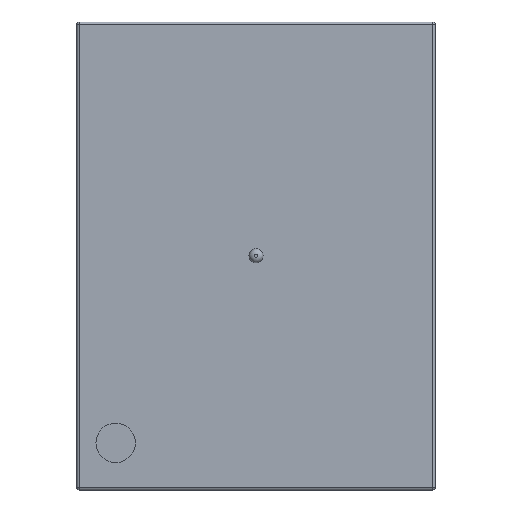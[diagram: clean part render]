
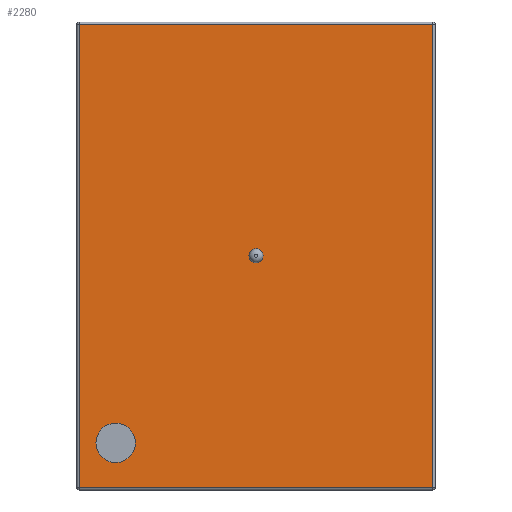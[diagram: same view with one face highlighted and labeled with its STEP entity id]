
A CAD part, top view. The second image highlights one B-rep face of the part: STEP entity #2280.
In plain terms, the highlighted planar face has unit normal (0, 0, 1).
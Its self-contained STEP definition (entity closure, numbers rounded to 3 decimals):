
#38=CIRCLE('',#2394,0.15);
#39=CIRCLE('',#2395,0.422);
#238=ORIENTED_EDGE('',*,*,#622,.F.);
#239=ORIENTED_EDGE('',*,*,#623,.T.);
#240=ORIENTED_EDGE('',*,*,#624,.T.);
#241=ORIENTED_EDGE('',*,*,#625,.T.);
#242=ORIENTED_EDGE('',*,*,#626,.T.);
#243=ORIENTED_EDGE('',*,*,#627,.F.);
#622=EDGE_CURVE('',#810,#810,#38,.T.);
#623=EDGE_CURVE('',#811,#812,#965,.T.);
#624=EDGE_CURVE('',#812,#813,#966,.T.);
#625=EDGE_CURVE('',#813,#814,#967,.T.);
#626=EDGE_CURVE('',#814,#811,#968,.T.);
#627=EDGE_CURVE('',#815,#815,#39,.T.);
#810=VERTEX_POINT('',#3162);
#811=VERTEX_POINT('',#3164);
#812=VERTEX_POINT('',#3165);
#813=VERTEX_POINT('',#3167);
#814=VERTEX_POINT('',#3169);
#815=VERTEX_POINT('',#3172);
#965=LINE('',#3163,#1148);
#966=LINE('',#3166,#1149);
#967=LINE('',#3168,#1150);
#968=LINE('',#3170,#1151);
#1148=VECTOR('',#2680,1000.);
#1149=VECTOR('',#2681,1000.);
#1150=VECTOR('',#2682,1000.);
#1151=VECTOR('',#2683,1000.);
#1269=EDGE_LOOP('',(#238));
#1270=EDGE_LOOP('',(#239,#240,#241,#242));
#1271=EDGE_LOOP('',(#243));
#1386=FACE_BOUND('',#1269,.T.);
#1387=FACE_BOUND('',#1270,.T.);
#1388=FACE_BOUND('',#1271,.T.);
#1499=PLANE('',#2393);
#2280=ADVANCED_FACE('',(#1386,#1387,#1388),#1499,.T.);
#2393=AXIS2_PLACEMENT_3D('',#3160,#2676,#2677);
#2394=AXIS2_PLACEMENT_3D('',#3161,#2678,#2679);
#2395=AXIS2_PLACEMENT_3D('',#3171,#2684,#2685);
#2676=DIRECTION('',(0.,0.,1.));
#2677=DIRECTION('',(1.,0.,0.));
#2678=DIRECTION('',(0.,0.,1.));
#2679=DIRECTION('',(1.,0.,0.));
#2680=DIRECTION('',(1.,0.,0.));
#2681=DIRECTION('',(0.,1.,0.));
#2682=DIRECTION('',(-1.,0.,0.));
#2683=DIRECTION('',(0.,-1.,0.));
#2684=DIRECTION('',(0.,0.,1.));
#2685=DIRECTION('',(1.,0.,0.));
#3160=CARTESIAN_POINT('',(0.,0.,0.));
#3161=CARTESIAN_POINT('',(0.,0.,0.));
#3162=CARTESIAN_POINT('',(0.15,0.,0.));
#3163=CARTESIAN_POINT('',(0.,-4.95,0.));
#3164=CARTESIAN_POINT('',(-3.78,-4.95,0.));
#3165=CARTESIAN_POINT('',(3.78,-4.95,0.));
#3166=CARTESIAN_POINT('',(3.78,0.,0.));
#3167=CARTESIAN_POINT('',(3.78,4.95,0.));
#3168=CARTESIAN_POINT('',(0.,4.95,0.));
#3169=CARTESIAN_POINT('',(-3.78,4.95,0.));
#3170=CARTESIAN_POINT('',(-3.78,0.,0.));
#3171=CARTESIAN_POINT('',(-3.,-3.997,0.));
#3172=CARTESIAN_POINT('',(-2.578,-3.997,0.));
